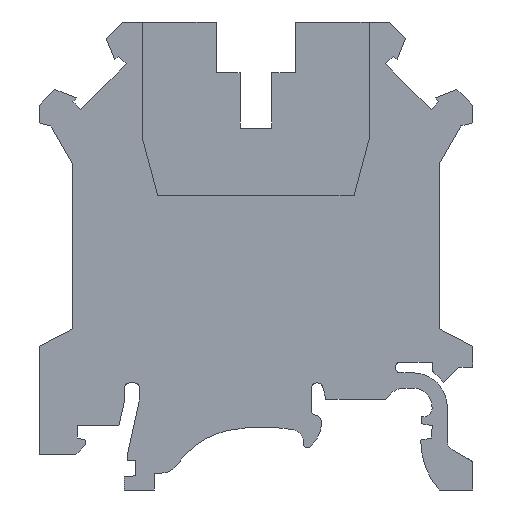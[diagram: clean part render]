
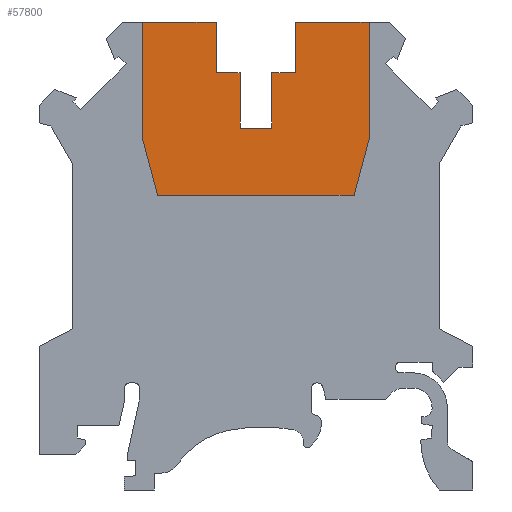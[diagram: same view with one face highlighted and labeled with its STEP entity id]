
A CAD part, left-side view. The second image highlights one B-rep face of the part: STEP entity #57800.
In plain terms, the highlighted face is planar.
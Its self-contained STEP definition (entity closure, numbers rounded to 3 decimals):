
#830=CARTESIAN_POINT('',(40.274,89.771,0.6));
#840=VERTEX_POINT('',#830);
#870=CARTESIAN_POINT('',(40.274,0.,0.6));
#880=DIRECTION('',(0.,1.,0.));
#890=VECTOR('',#880,1.);
#900=LINE('',#870,#890);
#910=CARTESIAN_POINT('',(40.274,94.741,0.6));
#920=VERTEX_POINT('',#910);
#930=EDGE_CURVE('',#840,#920,#900,.T.);
#11500=CARTESIAN_POINT('',(25.274,94.741,0.6));
#11510=VERTEX_POINT('',#11500);
#11540=CARTESIAN_POINT('',(0.,94.741,0.6));
#11550=DIRECTION('',(-1.,0.,0.));
#11560=VECTOR('',#11550,1.);
#11570=LINE('',#11540,#11560);
#11580=CARTESIAN_POINT('',(32.474,94.741,0.6));
#11590=VERTEX_POINT('',#11580);
#11600=EDGE_CURVE('',#11590,#11510,#11570,.T.);
#29050=CARTESIAN_POINT('',(37.924,89.771,0.6));
#29060=VERTEX_POINT('',#29050);
#29110=CARTESIAN_POINT('',(0.,89.771,0.6));
#29120=DIRECTION('',(-1.,0.,0.));
#29130=VECTOR('',#29120,1.);
#29140=LINE('',#29110,#29130);
#29150=EDGE_CURVE('',#840,#29060,#29140,.T.);
#47550=CARTESIAN_POINT('',(32.474,89.771,0.6));
#47560=VERTEX_POINT('',#47550);
#47590=CARTESIAN_POINT('',(0.,89.771,0.6));
#47600=DIRECTION('',(-1.,0.,0.));
#47610=VECTOR('',#47600,1.);
#47620=LINE('',#47590,#47610);
#47630=CARTESIAN_POINT('',(34.824,89.771,0.6));
#47640=VERTEX_POINT('',#47630);
#47650=EDGE_CURVE('',#47640,#47560,#47620,.T.);
#56950=CARTESIAN_POINT('',(36.374,72.773,0.6));
#56960=DIRECTION('',(0.,0.,-1.));
#56970=DIRECTION('',(-1.,0.,0.));
#56980=AXIS2_PLACEMENT_3D('',#56950,#56960,#56970);
#56990=PLANE('',#56980);
#57000=CARTESIAN_POINT('',(47.474,97.546,0.6));
#57010=DIRECTION('',(0.,-1.,0.));
#57020=VECTOR('',#57010,1.);
#57030=LINE('',#57000,#57020);
#57040=CARTESIAN_POINT('',(47.474,94.741,0.6));
#57050=VERTEX_POINT('',#57040);
#57060=CARTESIAN_POINT('',(47.474,83.241,0.6));
#57070=VERTEX_POINT('',#57060);
#57080=EDGE_CURVE('',#57050,#57070,#57030,.T.);
#57090=ORIENTED_EDGE('',*,*,#57080,.T.);
#57100=CARTESIAN_POINT('',(0.,94.741,0.6));
#57110=DIRECTION('',(-1.,0.,0.));
#57120=VECTOR('',#57110,1.);
#57130=LINE('',#57100,#57120);
#57140=EDGE_CURVE('',#57050,#920,#57130,.T.);
#57150=ORIENTED_EDGE('',*,*,#57140,.F.);
#57160=ORIENTED_EDGE('',*,*,#930,.T.);
#57170=ORIENTED_EDGE('',*,*,#29150,.F.);
#57180=CARTESIAN_POINT('',(37.924,0.,0.6));
#57190=DIRECTION('',(0.,-1.,0.));
#57200=VECTOR('',#57190,1.);
#57210=LINE('',#57180,#57200);
#57220=CARTESIAN_POINT('',(37.924,84.341,0.6));
#57230=VERTEX_POINT('',#57220);
#57240=EDGE_CURVE('',#29060,#57230,#57210,.T.);
#57250=ORIENTED_EDGE('',*,*,#57240,.F.);
#57260=CARTESIAN_POINT('',(0.,84.341,0.6));
#57270=DIRECTION('',(-1.,0.,0.));
#57280=VECTOR('',#57270,1.);
#57290=LINE('',#57260,#57280);
#57300=CARTESIAN_POINT('',(34.824,84.341,0.6));
#57310=VERTEX_POINT('',#57300);
#57320=EDGE_CURVE('',#57230,#57310,#57290,.T.);
#57330=ORIENTED_EDGE('',*,*,#57320,.F.);
#57340=CARTESIAN_POINT('',(34.824,0.,0.6));
#57350=DIRECTION('',(0.,1.,0.));
#57360=VECTOR('',#57350,1.);
#57370=LINE('',#57340,#57360);
#57380=EDGE_CURVE('',#57310,#47640,#57370,.T.);
#57390=ORIENTED_EDGE('',*,*,#57380,.F.);
#57400=ORIENTED_EDGE('',*,*,#47650,.F.);
#57410=CARTESIAN_POINT('',(32.474,0.,0.6));
#57420=DIRECTION('',(0.,1.,0.));
#57430=VECTOR('',#57420,1.);
#57440=LINE('',#57410,#57430);
#57450=EDGE_CURVE('',#47560,#11590,#57440,.T.);
#57460=ORIENTED_EDGE('',*,*,#57450,.F.);
#57470=ORIENTED_EDGE('',*,*,#11600,.F.);
#57480=CARTESIAN_POINT('',(25.274,97.546,0.6));
#57490=DIRECTION('',(0.,-1.,0.));
#57500=VECTOR('',#57490,1.);
#57510=LINE('',#57480,#57500);
#57520=CARTESIAN_POINT('',(25.274,83.241,0.6));
#57530=VERTEX_POINT('',#57520);
#57540=EDGE_CURVE('',#11510,#57530,#57510,.T.);
#57550=ORIENTED_EDGE('',*,*,#57540,.F.);
#57560=CARTESIAN_POINT('',(26.748,77.741,0.6));
#57570=DIRECTION('',(-0.259,0.966,0.));
#57580=VECTOR('',#57570,1.);
#57590=LINE('',#57560,#57580);
#57600=CARTESIAN_POINT('',(26.748,77.741,0.6));
#57610=VERTEX_POINT('',#57600);
#57620=EDGE_CURVE('',#57610,#57530,#57590,.T.);
#57630=ORIENTED_EDGE('',*,*,#57620,.T.);
#57640=CARTESIAN_POINT('',(46.,77.741,0.6));
#57650=DIRECTION('',(-1.,0.,0.));
#57660=VECTOR('',#57650,1.);
#57670=LINE('',#57640,#57660);
#57680=CARTESIAN_POINT('',(46.,77.741,0.6));
#57690=VERTEX_POINT('',#57680);
#57700=EDGE_CURVE('',#57690,#57610,#57670,.T.);
#57710=ORIENTED_EDGE('',*,*,#57700,.T.);
#57720=CARTESIAN_POINT('',(47.474,83.241,0.6));
#57730=DIRECTION('',(-0.259,-0.966,0.));
#57740=VECTOR('',#57730,1.);
#57750=LINE('',#57720,#57740);
#57760=EDGE_CURVE('',#57070,#57690,#57750,.T.);
#57770=ORIENTED_EDGE('',*,*,#57760,.T.);
#57780=EDGE_LOOP('',(#57770,#57710,#57630,#57550,#57470,#57460,#57400,
#57390,#57330,#57250,#57170,#57160,#57150,#57090));
#57790=FACE_OUTER_BOUND('',#57780,.T.);
#57800=ADVANCED_FACE('',(#57790),#56990,.T.);
